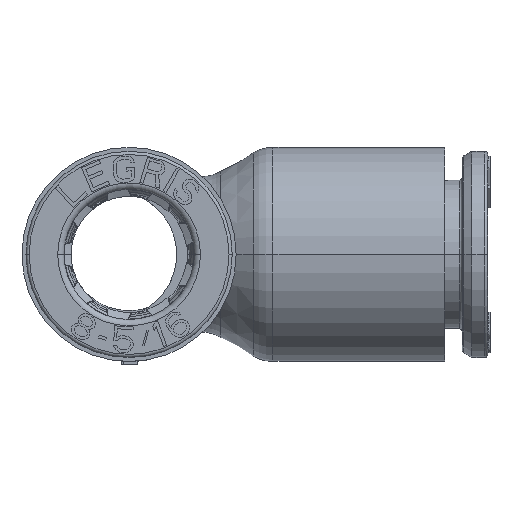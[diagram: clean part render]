
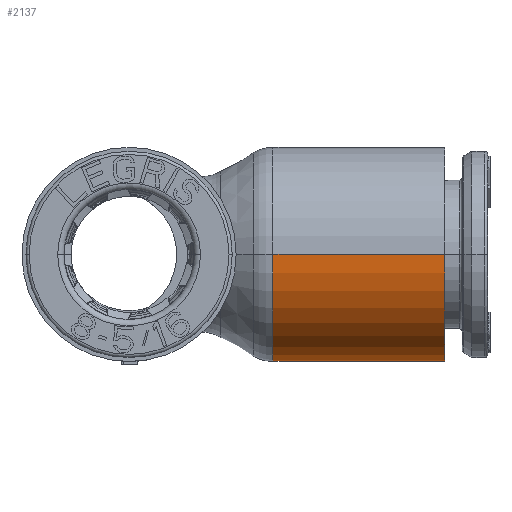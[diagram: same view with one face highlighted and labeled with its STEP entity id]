
A CAD part, left-side view. The second image highlights one B-rep face of the part: STEP entity #2137.
In plain terms, the highlighted cylindrical face has radius 6.75 mm (diameter 13.5 mm), a partial arc.
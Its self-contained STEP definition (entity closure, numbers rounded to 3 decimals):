
#2137=ADVANCED_FACE('',(#6032),#6033,.T.);
#6032=FACE_OUTER_BOUND('',#14902,.T.);
#6033=CYLINDRICAL_SURFACE('',#14903,6.75);
#14902=EDGE_LOOP('',(#29862,#29863,#29864,#29865));
#14903=AXIS2_PLACEMENT_3D('',#29866,#29867,#29868);
#29862=ORIENTED_EDGE('',*,*,#35985,.T.);
#29863=ORIENTED_EDGE('',*,*,#35982,.T.);
#29864=ORIENTED_EDGE('',*,*,#35978,.F.);
#29865=ORIENTED_EDGE('',*,*,#35984,.F.);
#29866=CARTESIAN_POINT('',(0.0,0.995,0.0));
#29867=DIRECTION('',(0.0,1.0,-0.0));
#29868=DIRECTION('',(-1.0,0.0,0.0));
#35978=EDGE_CURVE('',#44297,#44298,#44299,.T.);
#35982=EDGE_CURVE('',#44303,#44298,#44304,.T.);
#35984=EDGE_CURVE('',#44305,#44297,#44307,.T.);
#35985=EDGE_CURVE('',#44305,#44303,#44308,.T.);
#44297=VERTEX_POINT('',#59842);
#44298=VERTEX_POINT('',#59843);
#44299=CIRCLE('',#59844,6.75);
#44303=VERTEX_POINT('',#59848);
#44304=LINE('',#59849,#59850);
#44305=VERTEX_POINT('',#59851);
#44307=LINE('',#59853,#59854);
#44308=CIRCLE('',#59855,6.75);
#59842=CARTESIAN_POINT('',(6.75,-9.07,0.0));
#59843=CARTESIAN_POINT('',(-6.75,-9.07,0.0));
#59844=AXIS2_PLACEMENT_3D('',#66917,#66918,#66919);
#59848=CARTESIAN_POINT('',(-6.75,-19.9,0.0));
#59849=CARTESIAN_POINT('',(-6.75,-19.9,0.0));
#59850=VECTOR('',#66929,10.83);
#59851=CARTESIAN_POINT('',(6.75,-19.9,0.0));
#59853=CARTESIAN_POINT('',(6.75,-19.9,0.0));
#59854=VECTOR('',#66933,10.83);
#59855=AXIS2_PLACEMENT_3D('',#66934,#66935,#66936);
#66917=CARTESIAN_POINT('',(0.0,-9.07,0.0));
#66918=DIRECTION('',(-0.0,1.0,0.0));
#66919=DIRECTION('',(1.0,0.0,0.0));
#66929=DIRECTION('',(0.0,1.0,0.0));
#66933=DIRECTION('',(0.0,1.0,0.0));
#66934=CARTESIAN_POINT('',(0.0,-19.9,0.0));
#66935=DIRECTION('',(-0.0,1.0,0.0));
#66936=DIRECTION('',(1.0,0.0,0.0));
